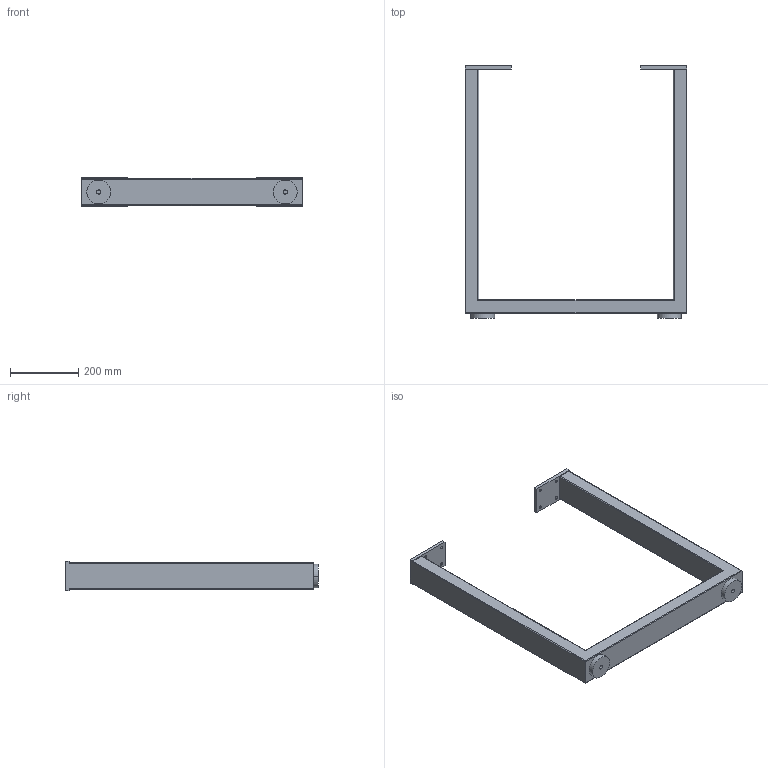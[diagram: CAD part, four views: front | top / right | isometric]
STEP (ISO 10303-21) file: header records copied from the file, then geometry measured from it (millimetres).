
FILE_DESCRIPTION(('STEP AP214'),'1');
FILE_NAME('3036436 Thalea U schwarz matt.STP','2024-11-12T10:36:37',(' '),(' '),'Spatial InterOp 3D',' ',' ');
FILE_SCHEMA(('AUTOMOTIVE_DESIGN { 1 0 10303 214 1 1 1 1 }'));
Length unit declared in the file: millimetre
Products named in the file (1): Cut-Extrude3[3]
Bounding box: 650 x 740 x 85 mm (x, y, z)
Volume: 6723721.1 mm3; surface area: 547102.8 mm2
Topology: 3 solids, 3 shells, 64 faces, 160 edges, 104 vertices
Faces by surface type: cylinder 40, plane 24
Entity records: 2014 total; most frequent: CARTESIAN_POINT 355, DIRECTION 350, ORIENTED_EDGE 320, EDGE_CURVE 160, AXIS2_PLACEMENT_3D 131, VERTEX_POINT 104, LINE 88, VECTOR 88
